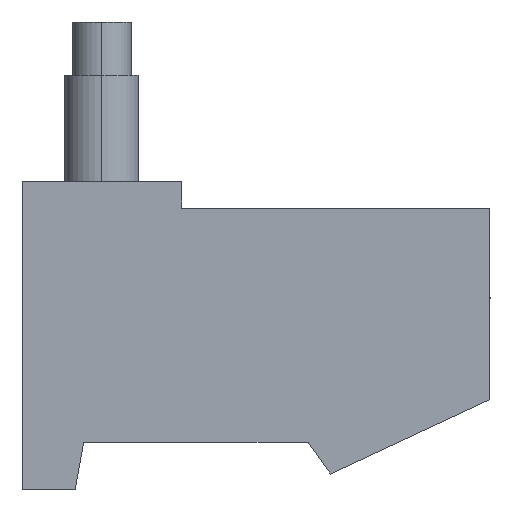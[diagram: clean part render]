
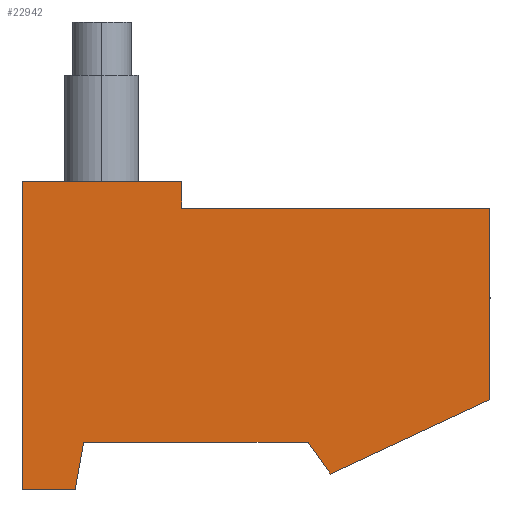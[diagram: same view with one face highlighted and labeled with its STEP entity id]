
A CAD part, left-side view. The second image highlights one B-rep face of the part: STEP entity #22942.
In plain terms, the highlighted planar face has unit normal (-1, 0, 0).
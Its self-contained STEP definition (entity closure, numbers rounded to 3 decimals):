
#141 = DIRECTION ( 'NONE',  ( 0., -1., 0. ) ) ;
#180 = ORIENTED_EDGE ( 'NONE', *, *, #24373, .T. ) ;
#243 = EDGE_CURVE ( 'NONE', #6545, #2121, #26244, .T. ) ;
#541 = CARTESIAN_POINT ( 'NONE',  ( -29.896, -21.811, 9.235 ) ) ;
#623 = DIRECTION ( 'NONE',  ( 0., -0.906, 0.423 ) ) ;
#817 = EDGE_CURVE ( 'NONE', #7205, #11224, #3695, .T. ) ;
#1044 = ORIENTED_EDGE ( 'NONE', *, *, #817, .T. ) ;
#1676 = EDGE_CURVE ( 'NONE', #22245, #11102, #26129, .T. ) ;
#1688 = FACE_OUTER_BOUND ( 'NONE', #20182, .T. ) ;
#1787 = DIRECTION ( 'NONE',  ( 0., 0., 1. ) ) ;
#1975 = EDGE_CURVE ( 'NONE', #2274, #10760, #23937, .T. ) ;
#1991 = ORIENTED_EDGE ( 'NONE', *, *, #1975, .T. ) ;
#2121 = VERTEX_POINT ( 'NONE', #24930 ) ;
#2155 = CARTESIAN_POINT ( 'NONE',  ( -29.896, -18.391, 4.835 ) ) ;
#2274 = VERTEX_POINT ( 'NONE', #7073 ) ;
#2325 = CARTESIAN_POINT ( 'NONE',  ( -29.896, -14.17, 4.835 ) ) ;
#3332 = VECTOR ( 'NONE', #15223, 1000. ) ;
#3651 = VECTOR ( 'NONE', #4582, 1000. ) ;
#3695 = LINE ( 'NONE', #9773, #8849 ) ;
#4440 = LINE ( 'NONE', #2325, #9965 ) ;
#4582 = DIRECTION ( 'NONE',  ( 0., 1., 0. ) ) ;
#4737 = LINE ( 'NONE', #15113, #15075 ) ;
#5219 = VECTOR ( 'NONE', #24692, 1000. ) ;
#5596 = DIRECTION ( 'NONE',  ( 0., 1., 0. ) ) ;
#5843 = DIRECTION ( 'NONE',  ( 0., -0.174, 0.985 ) ) ;
#6545 = VERTEX_POINT ( 'NONE', #17928 ) ;
#6698 = VERTEX_POINT ( 'NONE', #14275 ) ;
#6761 = ORIENTED_EDGE ( 'NONE', *, *, #243, .T. ) ;
#7073 = CARTESIAN_POINT ( 'NONE',  ( -29.896, -14.17, 4.835 ) ) ;
#7205 = VERTEX_POINT ( 'NONE', #18699 ) ;
#8334 = ORIENTED_EDGE ( 'NONE', *, *, #17778, .T. ) ;
#8825 = ORIENTED_EDGE ( 'NONE', *, *, #13977, .T. ) ;
#8849 = VECTOR ( 'NONE', #5596, 1000. ) ;
#9113 = CARTESIAN_POINT ( 'NONE',  ( -29.896, -18.811, 4.235 ) ) ;
#9200 = LINE ( 'NONE', #21035, #3651 ) ;
#9773 = CARTESIAN_POINT ( 'NONE',  ( -29.896, -13.011, 9.735 ) ) ;
#9965 = VECTOR ( 'NONE', #5843, 1000. ) ;
#10264 = CARTESIAN_POINT ( 'NONE',  ( -29.896, -13.011, 3.935 ) ) ;
#10456 = ORIENTED_EDGE ( 'NONE', *, *, #1676, .T. ) ;
#10549 = EDGE_CURVE ( 'NONE', #11224, #6545, #16221, .T. ) ;
#10760 = VERTEX_POINT ( 'NONE', #2155 ) ;
#11102 = VERTEX_POINT ( 'NONE', #541 ) ;
#11224 = VERTEX_POINT ( 'NONE', #19180 ) ;
#11665 = DIRECTION ( 'NONE',  ( 1., 0., 0. ) ) ;
#13977 = EDGE_CURVE ( 'NONE', #2121, #2274, #4440, .T. ) ;
#14205 = CARTESIAN_POINT ( 'NONE',  ( -29.896, -21.811, 9.235 ) ) ;
#14275 = CARTESIAN_POINT ( 'NONE',  ( -29.896, -18.811, 4.235 ) ) ;
#14618 = CARTESIAN_POINT ( 'NONE',  ( -29.896, -14.011, 3.935 ) ) ;
#15075 = VECTOR ( 'NONE', #623, 1000. ) ;
#15113 = CARTESIAN_POINT ( 'NONE',  ( -29.896, -18.811, 4.235 ) ) ;
#15223 = DIRECTION ( 'NONE',  ( 0., -0.574, -0.819 ) ) ;
#16221 = LINE ( 'NONE', #10264, #5219 ) ;
#16581 = ORIENTED_EDGE ( 'NONE', *, *, #19673, .T. ) ;
#16636 = LINE ( 'NONE', #25400, #21480 ) ;
#16763 = VERTEX_POINT ( 'NONE', #21782 ) ;
#17778 = EDGE_CURVE ( 'NONE', #10760, #6698, #20496, .T. ) ;
#17928 = CARTESIAN_POINT ( 'NONE',  ( -29.896, -13.011, 3.935 ) ) ;
#17959 = ORIENTED_EDGE ( 'NONE', *, *, #21920, .T. ) ;
#18699 = CARTESIAN_POINT ( 'NONE',  ( -29.896, -16.011, 9.735 ) ) ;
#19180 = CARTESIAN_POINT ( 'NONE',  ( -29.896, -13.011, 9.735 ) ) ;
#19290 = ORIENTED_EDGE ( 'NONE', *, *, #10549, .T. ) ;
#19541 = CARTESIAN_POINT ( 'NONE',  ( -29.896, -21.811, 5.634 ) ) ;
#19673 = EDGE_CURVE ( 'NONE', #6698, #22245, #4737, .T. ) ;
#20182 = EDGE_LOOP ( 'NONE', ( #17959, #1044, #19290, #6761, #8825, #1991, #8334, #16581, #10456, #180 ) ) ;
#20496 = LINE ( 'NONE', #9113, #3332 ) ;
#21035 = CARTESIAN_POINT ( 'NONE',  ( -29.896, -16.011, 9.235 ) ) ;
#21261 = DIRECTION ( 'NONE',  ( 0., 0., 1. ) ) ;
#21480 = VECTOR ( 'NONE', #21261, 1000. ) ;
#21782 = CARTESIAN_POINT ( 'NONE',  ( -29.896, -16.011, 9.235 ) ) ;
#21858 = PLANE ( 'NONE',  #25676 ) ;
#21920 = EDGE_CURVE ( 'NONE', #16763, #7205, #16636, .T. ) ;
#22245 = VERTEX_POINT ( 'NONE', #19541 ) ;
#22680 = CARTESIAN_POINT ( 'NONE',  ( -29.896, -18.391, 4.835 ) ) ;
#22942 = ADVANCED_FACE ( 'NONE', ( #1688 ), #21858, .F. ) ;
#22953 = VECTOR ( 'NONE', #24757, 1000. ) ;
#23937 = LINE ( 'NONE', #22680, #22953 ) ;
#24021 = CARTESIAN_POINT ( 'NONE',  ( -29.896, -13.011, 3.935 ) ) ;
#24373 = EDGE_CURVE ( 'NONE', #11102, #16763, #9200, .T. ) ;
#24692 = DIRECTION ( 'NONE',  ( 0., 0., -1. ) ) ;
#24757 = DIRECTION ( 'NONE',  ( 0., -1., 0. ) ) ;
#24930 = CARTESIAN_POINT ( 'NONE',  ( -29.896, -14.011, 3.935 ) ) ;
#25400 = CARTESIAN_POINT ( 'NONE',  ( -29.896, -16.011, 10.235 ) ) ;
#25676 = AXIS2_PLACEMENT_3D ( 'NONE', #24021, #11665, #26083 ) ;
#25960 = VECTOR ( 'NONE', #141, 1000. ) ;
#26083 = DIRECTION ( 'NONE',  ( 0., 0., -1. ) ) ;
#26129 = LINE ( 'NONE', #14205, #26762 ) ;
#26244 = LINE ( 'NONE', #14618, #25960 ) ;
#26762 = VECTOR ( 'NONE', #1787, 1000. ) ;
